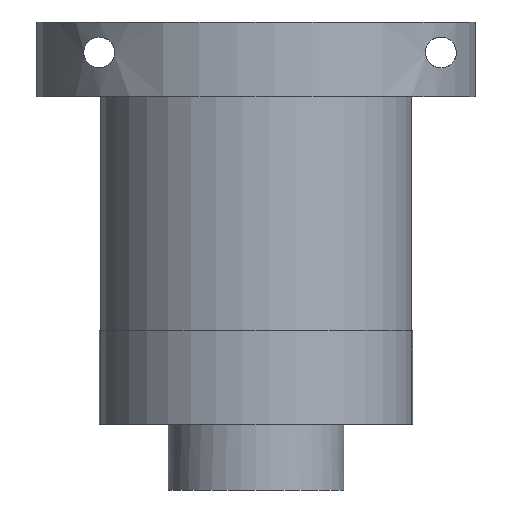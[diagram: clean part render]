
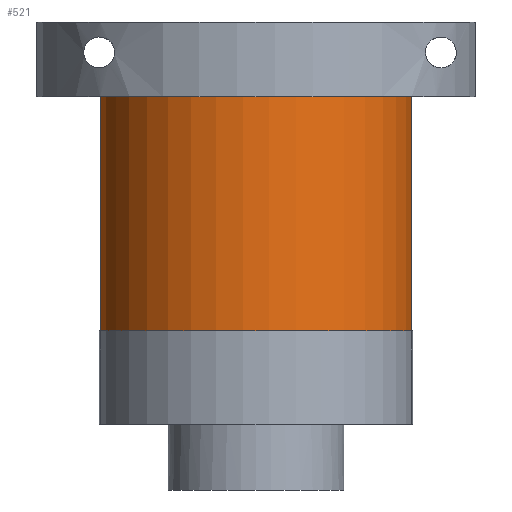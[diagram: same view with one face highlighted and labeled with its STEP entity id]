
A CAD part, left-side view. The second image highlights one B-rep face of the part: STEP entity #521.
In plain terms, the highlighted cylindrical face has radius 16.75 mm (diameter 33.5 mm), a partial arc.
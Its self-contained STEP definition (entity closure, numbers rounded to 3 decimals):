
#86 = VERTEX_POINT('',#87);
#87 = CARTESIAN_POINT('',(-2.,16.63,20.));
#128 = CYLINDRICAL_SURFACE('',#129,16.75);
#129 = AXIS2_PLACEMENT_3D('',#130,#131,#132);
#130 = CARTESIAN_POINT('',(0.,0.,10.));
#131 = DIRECTION('',(-0.,-0.,-1.));
#132 = DIRECTION('',(1.,0.,0.));
#295 = EDGE_CURVE('',#86,#296,#298,.T.);
#296 = VERTEX_POINT('',#297);
#297 = CARTESIAN_POINT('',(-2.,-16.63,20.));
#298 = SURFACE_CURVE('',#299,(#304,#311),.PCURVE_S1.);
#299 = CIRCLE('',#300,16.75);
#300 = AXIS2_PLACEMENT_3D('',#301,#302,#303);
#301 = CARTESIAN_POINT('',(0.,0.,20.));
#302 = DIRECTION('',(0.,0.,1.));
#303 = DIRECTION('',(1.,0.,0.));
#304 = PCURVE('',#128,#305);
#305 = DEFINITIONAL_REPRESENTATION('',(#306),#310);
#306 = LINE('',#307,#308);
#307 = CARTESIAN_POINT('',(-0.,-10.));
#308 = VECTOR('',#309,1.);
#309 = DIRECTION('',(-1.,0.));
#310 = ( GEOMETRIC_REPRESENTATION_CONTEXT(2) 
PARAMETRIC_REPRESENTATION_CONTEXT() REPRESENTATION_CONTEXT('2D SPACE',''
  ) );
#311 = PCURVE('',#312,#317);
#312 = CYLINDRICAL_SURFACE('',#313,16.75);
#313 = AXIS2_PLACEMENT_3D('',#314,#315,#316);
#314 = CARTESIAN_POINT('',(0.,0.,10.));
#315 = DIRECTION('',(-0.,-0.,-1.));
#316 = DIRECTION('',(1.,0.,0.));
#317 = DEFINITIONAL_REPRESENTATION('',(#318),#322);
#318 = LINE('',#319,#320);
#319 = CARTESIAN_POINT('',(-0.,-10.));
#320 = VECTOR('',#321,1.);
#321 = DIRECTION('',(-1.,0.));
#322 = ( GEOMETRIC_REPRESENTATION_CONTEXT(2) 
PARAMETRIC_REPRESENTATION_CONTEXT() REPRESENTATION_CONTEXT('2D SPACE',''
  ) );
#384 = PLANE('',#385);
#385 = AXIS2_PLACEMENT_3D('',#386,#387,#388);
#386 = CARTESIAN_POINT('',(-2.,-25.,0.));
#387 = DIRECTION('',(1.,0.,0.));
#388 = DIRECTION('',(0.,0.,1.));
#521 = ADVANCED_FACE('',(#522),#312,.T.);
#522 = FACE_BOUND('',#523,.F.);
#523 = EDGE_LOOP('',(#524,#525,#546,#579));
#524 = ORIENTED_EDGE('',*,*,#295,.F.);
#525 = ORIENTED_EDGE('',*,*,#526,.F.);
#526 = EDGE_CURVE('',#527,#86,#529,.T.);
#527 = VERTEX_POINT('',#528);
#528 = CARTESIAN_POINT('',(-2.,16.63,45.));
#529 = SURFACE_CURVE('',#530,(#534,#540),.PCURVE_S1.);
#530 = LINE('',#531,#532);
#531 = CARTESIAN_POINT('',(-2.,16.63,10.));
#532 = VECTOR('',#533,1.);
#533 = DIRECTION('',(-0.,-0.,-1.));
#534 = PCURVE('',#312,#535);
#535 = DEFINITIONAL_REPRESENTATION('',(#536),#539);
#536 = B_SPLINE_CURVE_WITH_KNOTS('',1,(#537,#538),.UNSPECIFIED.,.F.,.F.,
  (2,2),(-35.,0.),.PIECEWISE_BEZIER_KNOTS.);
#537 = CARTESIAN_POINT('',(-1.69,-35.));
#538 = CARTESIAN_POINT('',(-1.69,0.));
#539 = ( GEOMETRIC_REPRESENTATION_CONTEXT(2) 
PARAMETRIC_REPRESENTATION_CONTEXT() REPRESENTATION_CONTEXT('2D SPACE',''
  ) );
#540 = PCURVE('',#384,#541);
#541 = DEFINITIONAL_REPRESENTATION('',(#542),#545);
#542 = B_SPLINE_CURVE_WITH_KNOTS('',1,(#543,#544),.UNSPECIFIED.,.F.,.F.,
  (2,2),(-35.,0.),.PIECEWISE_BEZIER_KNOTS.);
#543 = CARTESIAN_POINT('',(45.,-41.63));
#544 = CARTESIAN_POINT('',(10.,-41.63));
#545 = ( GEOMETRIC_REPRESENTATION_CONTEXT(2) 
PARAMETRIC_REPRESENTATION_CONTEXT() REPRESENTATION_CONTEXT('2D SPACE',''
  ) );
#546 = ORIENTED_EDGE('',*,*,#547,.F.);
#547 = EDGE_CURVE('',#548,#527,#550,.T.);
#548 = VERTEX_POINT('',#549);
#549 = CARTESIAN_POINT('',(-2.,-16.63,45.));
#550 = SURFACE_CURVE('',#551,(#556,#563),.PCURVE_S1.);
#551 = CIRCLE('',#552,16.75);
#552 = AXIS2_PLACEMENT_3D('',#553,#554,#555);
#553 = CARTESIAN_POINT('',(0.,0.,45.));
#554 = DIRECTION('',(0.,0.,-1.));
#555 = DIRECTION('',(1.,0.,0.));
#556 = PCURVE('',#312,#557);
#557 = DEFINITIONAL_REPRESENTATION('',(#558),#562);
#558 = LINE('',#559,#560);
#559 = CARTESIAN_POINT('',(-6.283,-35.));
#560 = VECTOR('',#561,1.);
#561 = DIRECTION('',(1.,-0.));
#562 = ( GEOMETRIC_REPRESENTATION_CONTEXT(2) 
PARAMETRIC_REPRESENTATION_CONTEXT() REPRESENTATION_CONTEXT('2D SPACE',''
  ) );
#563 = PCURVE('',#564,#569);
#564 = PLANE('',#565);
#565 = AXIS2_PLACEMENT_3D('',#566,#567,#568);
#566 = CARTESIAN_POINT('',(0.,0.,45.));
#567 = DIRECTION('',(0.,0.,1.));
#568 = DIRECTION('',(1.,0.,0.));
#569 = DEFINITIONAL_REPRESENTATION('',(#570),#578);
#570 = ( BOUNDED_CURVE() B_SPLINE_CURVE(2,(#571,#572,#573,#574,#575,#576
,#577),.UNSPECIFIED.,.T.,.F.) B_SPLINE_CURVE_WITH_KNOTS((1,2,2,2,2,1),(
    -2.094,0.,2.094,4.189,6.283,
8.378),.UNSPECIFIED.) CURVE() GEOMETRIC_REPRESENTATION_ITEM() 
RATIONAL_B_SPLINE_CURVE((1.,0.5,1.,0.5,1.,0.5,1.)) REPRESENTATION_ITEM(
  '') );
#571 = CARTESIAN_POINT('',(16.75,0.));
#572 = CARTESIAN_POINT('',(16.75,-29.012));
#573 = CARTESIAN_POINT('',(-8.375,-14.506));
#574 = CARTESIAN_POINT('',(-33.5,0.));
#575 = CARTESIAN_POINT('',(-8.375,14.506));
#576 = CARTESIAN_POINT('',(16.75,29.012));
#577 = CARTESIAN_POINT('',(16.75,0.));
#578 = ( GEOMETRIC_REPRESENTATION_CONTEXT(2) 
PARAMETRIC_REPRESENTATION_CONTEXT() REPRESENTATION_CONTEXT('2D SPACE',''
  ) );
#579 = ORIENTED_EDGE('',*,*,#580,.T.);
#580 = EDGE_CURVE('',#548,#296,#581,.T.);
#581 = SURFACE_CURVE('',#582,(#586,#592),.PCURVE_S1.);
#582 = LINE('',#583,#584);
#583 = CARTESIAN_POINT('',(-2.,-16.63,10.));
#584 = VECTOR('',#585,1.);
#585 = DIRECTION('',(-0.,-0.,-1.));
#586 = PCURVE('',#312,#587);
#587 = DEFINITIONAL_REPRESENTATION('',(#588),#591);
#588 = B_SPLINE_CURVE_WITH_KNOTS('',1,(#589,#590),.UNSPECIFIED.,.F.,.F.,
  (2,2),(-35.,0.),.PIECEWISE_BEZIER_KNOTS.);
#589 = CARTESIAN_POINT('',(-4.593,-35.));
#590 = CARTESIAN_POINT('',(-4.593,0.));
#591 = ( GEOMETRIC_REPRESENTATION_CONTEXT(2) 
PARAMETRIC_REPRESENTATION_CONTEXT() REPRESENTATION_CONTEXT('2D SPACE',''
  ) );
#592 = PCURVE('',#384,#593);
#593 = DEFINITIONAL_REPRESENTATION('',(#594),#597);
#594 = B_SPLINE_CURVE_WITH_KNOTS('',1,(#595,#596),.UNSPECIFIED.,.F.,.F.,
  (2,2),(-35.,0.),.PIECEWISE_BEZIER_KNOTS.);
#595 = CARTESIAN_POINT('',(45.,-8.37));
#596 = CARTESIAN_POINT('',(10.,-8.37));
#597 = ( GEOMETRIC_REPRESENTATION_CONTEXT(2) 
PARAMETRIC_REPRESENTATION_CONTEXT() REPRESENTATION_CONTEXT('2D SPACE',''
  ) );
